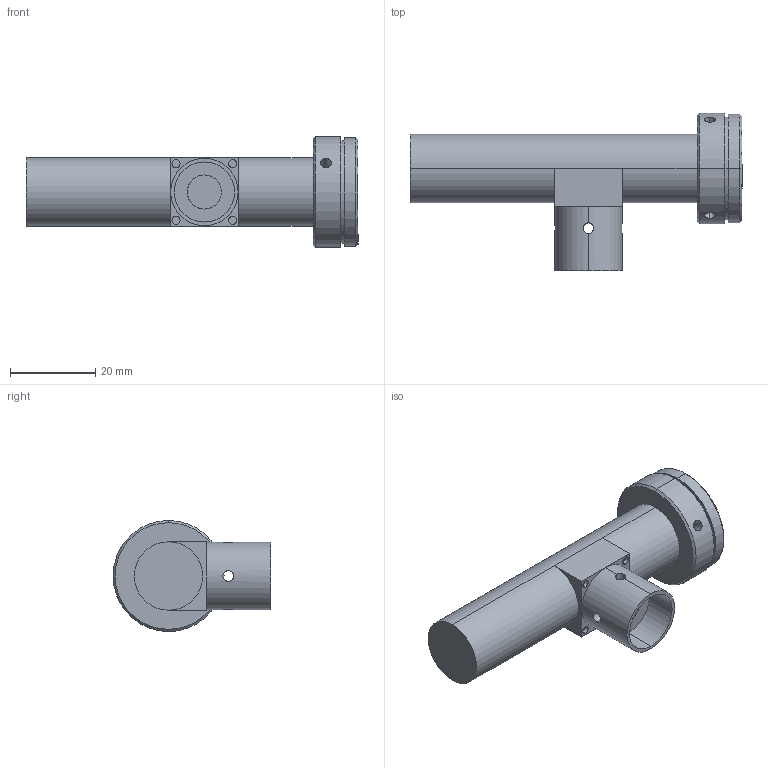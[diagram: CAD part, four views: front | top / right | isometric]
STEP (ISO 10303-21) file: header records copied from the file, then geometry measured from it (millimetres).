
FILE_DESCRIPTION (( 'STEP AP203' ), '1' );
FILE_NAME ('WWL20-110CTS.STEP', '2019-12-03T06:38:15', ( 'Windows 蚚誧' ), ( '' ), 'SwSTEP 2.0', 'SolidWorks 2017', '' );
FILE_SCHEMA (( 'CONFIG_CONTROL_DESIGN' ));
Length unit declared in the file: millimetre
Products named in the file (1): WWL20-110CTS
Bounding box: 77.8 x 37 x 26 mm (x, y, z)
Volume: 20616.3 mm3; surface area: 7257 mm2
Topology: 1 solids, 1 shells, 64 faces, 153 edges, 93 vertices
Faces by surface type: cylinder 37, plane 17, cone 10
Entity records: 2248 total; most frequent: CARTESIAN_POINT 709, DIRECTION 305, ORIENTED_EDGE 294, EDGE_CURVE 147, AXIS2_PLACEMENT_3D 121, VERTEX_POINT 93, EDGE_LOOP 80, ADVANCED_FACE 64
